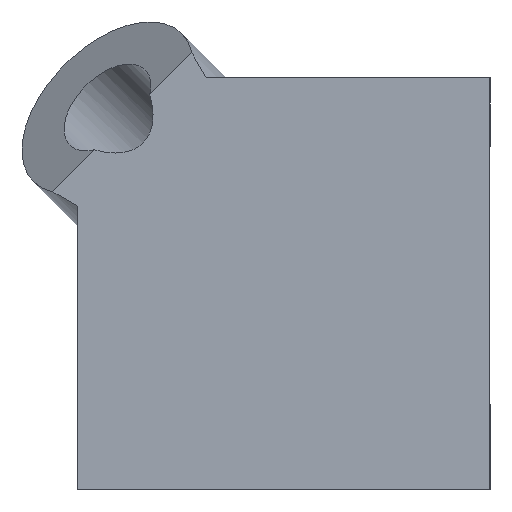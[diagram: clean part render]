
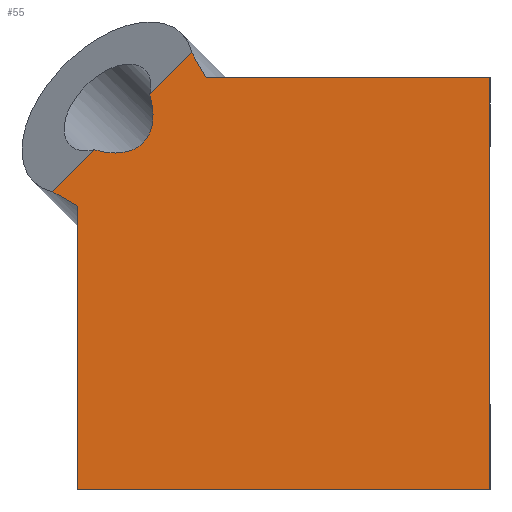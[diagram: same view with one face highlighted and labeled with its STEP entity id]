
A CAD part, front view. The second image highlights one B-rep face of the part: STEP entity #55.
In plain terms, the highlighted planar face has unit normal (0, -1, 0).
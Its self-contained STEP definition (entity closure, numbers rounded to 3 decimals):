
#55=ADVANCED_FACE('',(#81),#83,.T.);
#81=FACE_BOUND('',#82,.T.);
#82=EDGE_LOOP('',(#162,#163,#164,#165,#166,#167,#168,#169,#170,#171));
#83=PLANE('',#84);
#84=AXIS2_PLACEMENT_3D('',#85,#86,#87);
#85=CARTESIAN_POINT('',(-12.,-12.,0.));
#86=DIRECTION('',(0.,-1.,0.));
#87=DIRECTION('',(1.,0.,0.));
#162=ORIENTED_EDGE('',*,*,#230,.F.);
#163=ORIENTED_EDGE('',*,*,#229,.F.);
#164=ORIENTED_EDGE('',*,*,#221,.F.);
#165=ORIENTED_EDGE('',*,*,#231,.F.);
#166=ORIENTED_EDGE('',*,*,#232,.F.);
#167=ORIENTED_EDGE('',*,*,#233,.T.);
#168=ORIENTED_EDGE('',*,*,#234,.T.);
#169=ORIENTED_EDGE('',*,*,#235,.F.);
#170=ORIENTED_EDGE('',*,*,#236,.F.);
#171=ORIENTED_EDGE('',*,*,#223,.F.);
#221=EDGE_CURVE('',#256,#257,#258,.T.);
#223=EDGE_CURVE('',#259,#261,#262,.T.);
#229=EDGE_CURVE('',#257,#272,#273,.T.);
#230=EDGE_CURVE('',#272,#259,#274,.T.);
#231=EDGE_CURVE('',#275,#256,#276,.F.);
#232=EDGE_CURVE('',#277,#275,#278,.T.);
#233=EDGE_CURVE('',#277,#279,#280,.T.);
#234=EDGE_CURVE('',#279,#281,#282,.T.);
#235=EDGE_CURVE('',#283,#281,#284,.T.);
#236=EDGE_CURVE('',#261,#283,#285,.F.);
#256=VERTEX_POINT('',#315);
#257=VERTEX_POINT('',#316);
#258=LINE('',#317,#318);
#259=VERTEX_POINT('',#320);
#261=VERTEX_POINT('',#325);
#262=LINE('',#326,#327);
#272=VERTEX_POINT('',#353);
#273=(BOUNDED_CURVE()B_SPLINE_CURVE(3,
(#354,#355,#356,#357),
.UNSPECIFIED.,.F.,.F.)B_SPLINE_CURVE_WITH_KNOTS((4,4),
(0.,1.),
.UNSPECIFIED.)CURVE()GEOMETRIC_REPRESENTATION_ITEM()RATIONAL_B_SPLINE_CURVE((1.,
0.993,0.993,1.))REPRESENTATION_ITEM(''));
#274=(BOUNDED_CURVE()B_SPLINE_CURVE(3,
(#358,#359,#360,#361),
.UNSPECIFIED.,.F.,.F.)B_SPLINE_CURVE_WITH_KNOTS((4,4),
(0.,1.),
.UNSPECIFIED.)CURVE()GEOMETRIC_REPRESENTATION_ITEM()RATIONAL_B_SPLINE_CURVE((1.,
0.856,0.856,1.))REPRESENTATION_ITEM(''));
#275=VERTEX_POINT('',#362);
#276=(BOUNDED_CURVE()B_SPLINE_CURVE(3,
(#363,#364,#365,#366),
.UNSPECIFIED.,.F.,.F.)B_SPLINE_CURVE_WITH_KNOTS((4,4),
(0.,1.),
.UNSPECIFIED.)CURVE()GEOMETRIC_REPRESENTATION_ITEM()RATIONAL_B_SPLINE_CURVE((1.,
0.998,0.998,1.))REPRESENTATION_ITEM(''));
#277=VERTEX_POINT('',#367);
#278=LINE('',#368,#369);
#279=VERTEX_POINT('',#371);
#280=LINE('',#372,#373);
#281=VERTEX_POINT('',#375);
#282=LINE('',#376,#377);
#283=VERTEX_POINT('',#379);
#284=LINE('',#380,#381);
#285=(BOUNDED_CURVE()B_SPLINE_CURVE(3,
(#383,#384,#385,#386),
.UNSPECIFIED.,.F.,.F.)B_SPLINE_CURVE_WITH_KNOTS((4,4),
(0.,1.),
.UNSPECIFIED.)CURVE()GEOMETRIC_REPRESENTATION_ITEM()RATIONAL_B_SPLINE_CURVE((1.,
0.998,0.998,1.))REPRESENTATION_ITEM(''));
#315=CARTESIAN_POINT('',(-12.723,-12.,8.679));
#316=CARTESIAN_POINT('',(-11.5,-12.,9.902));
#317=CARTESIAN_POINT('',(-12.723,-12.,8.679));
#318=VECTOR('',#319,1.);
#319=DIRECTION('',(0.707,0.,0.707));
#320=CARTESIAN_POINT('',(-9.902,-12.,11.5));
#325=CARTESIAN_POINT('',(-8.679,-12.,12.723));
#326=CARTESIAN_POINT('',(-9.902,-12.,11.5));
#327=VECTOR('',#328,1.);
#328=DIRECTION('',(0.707,0.,0.707));
#353=CARTESIAN_POINT('',(-10.904,-12.,9.808));
#354=CARTESIAN_POINT('',(-11.5,-12.,9.902));
#355=CARTESIAN_POINT('',(-11.291,-12.,9.839));
#356=CARTESIAN_POINT('',(-11.09,-12.,9.808));
#357=CARTESIAN_POINT('',(-10.904,-12.,9.808));
#358=CARTESIAN_POINT('',(-10.904,-12.,9.808));
#359=CARTESIAN_POINT('',(-9.985,-12.,9.808));
#360=CARTESIAN_POINT('',(-9.595,-12.,10.467));
#361=CARTESIAN_POINT('',(-9.902,-12.,11.5));
#362=CARTESIAN_POINT('',(-12.,-12.,8.265));
#363=CARTESIAN_POINT('',(-12.723,-12.,8.679));
#364=CARTESIAN_POINT('',(-12.484,-12.,8.524));
#365=CARTESIAN_POINT('',(-12.242,-12.,8.386));
#366=CARTESIAN_POINT('',(-12.,-12.,8.265));
#367=CARTESIAN_POINT('',(-12.,-12.,0.));
#368=CARTESIAN_POINT('',(-12.,-12.,0.));
#369=VECTOR('',#370,1.);
#370=DIRECTION('',(0.,0.,1.));
#371=CARTESIAN_POINT('',(0.,-12.,0.));
#372=CARTESIAN_POINT('',(-12.,-12.,0.));
#373=VECTOR('',#374,1.);
#374=DIRECTION('',(1.,0.,0.));
#375=CARTESIAN_POINT('',(0.,-12.,12.));
#376=CARTESIAN_POINT('',(0.,-12.,0.));
#377=VECTOR('',#378,1.);
#378=DIRECTION('',(0.,0.,1.));
#379=CARTESIAN_POINT('',(-8.265,-12.,12.));
#380=CARTESIAN_POINT('',(-8.265,-12.,12.));
#381=VECTOR('',#382,1.);
#382=DIRECTION('',(1.,0.,0.));
#383=CARTESIAN_POINT('',(-8.265,-12.,12.));
#384=CARTESIAN_POINT('',(-8.386,-12.,12.242));
#385=CARTESIAN_POINT('',(-8.524,-12.,12.484));
#386=CARTESIAN_POINT('',(-8.679,-12.,12.723));
